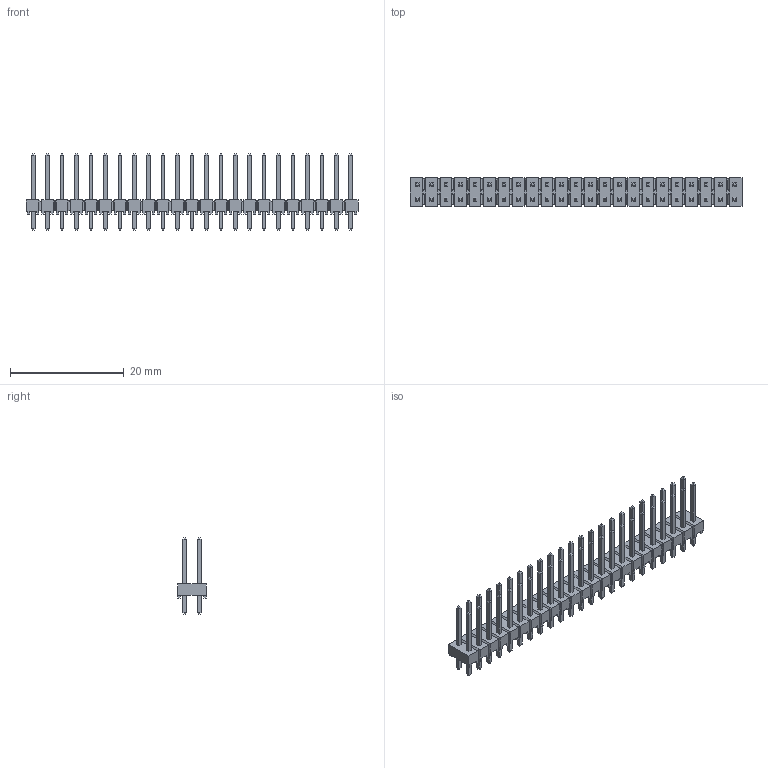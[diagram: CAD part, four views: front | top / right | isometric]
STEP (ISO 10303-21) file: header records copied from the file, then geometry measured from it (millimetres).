
FILE_DESCRIPTION(('FreeCAD Model'),'2;1');
FILE_NAME('TSW_123_14_G_D_sp.step', '2018-07-24T17:43:12',('kicad StepUp'),('ksu MCAD'), 'Open CASCADE STEP processor 7.2','FreeCAD','Unknown');
FILE_SCHEMA(('AUTOMOTIVE_DESIGN { 1 0 10303 214 1 1 1 1 }'));
Length unit declared in the file: millimetre
Products named in the file (1): TSW_123_14_G_D_sp
Bounding box: 58.42 x 5.08 x 13.46 mm (x, y, z)
Volume: 783.6 mm3; surface area: 2372.5 mm2
Topology: 1 solids, 1 shells, 1906 faces, 4628 edges, 2816 vertices
Faces by surface type: plane 1906
Entity records: 66823 total; most frequent: CARTESIAN_POINT 9351, ORIENTED_EDGE 9256, DIRECTION 8442, EDGE_CURVE 4628, LINE 4628, VECTOR 4628, VERTEX_POINT 2816, FACE_BOUND 1998
